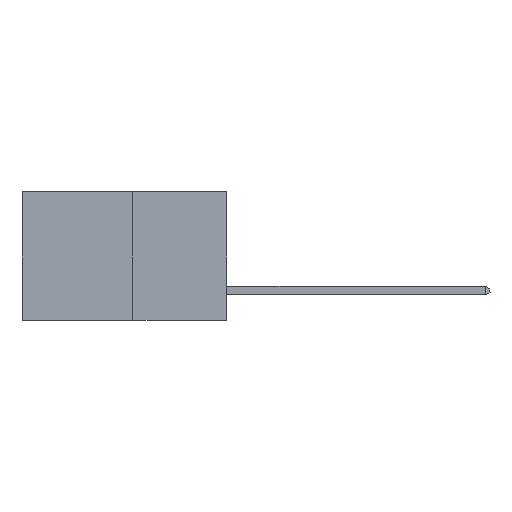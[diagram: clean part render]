
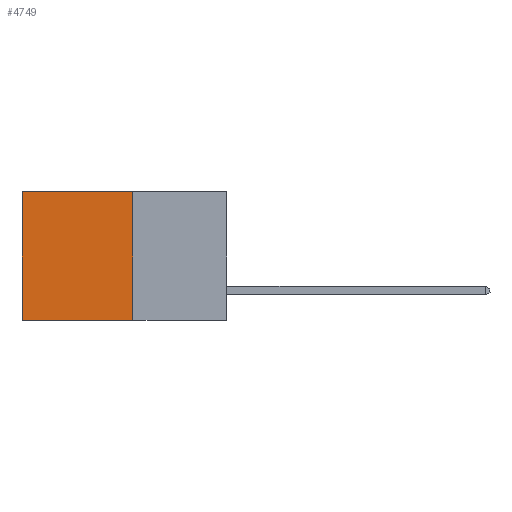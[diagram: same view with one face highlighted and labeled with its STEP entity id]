
A CAD part, left-side view. The second image highlights one B-rep face of the part: STEP entity #4749.
In plain terms, the highlighted planar face has unit normal (-1, 0, 0).
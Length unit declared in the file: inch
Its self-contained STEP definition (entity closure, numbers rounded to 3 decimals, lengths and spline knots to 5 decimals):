
#135 = VECTOR ( 'NONE', #15224, 39.37008 ) ;
#1266 = CARTESIAN_POINT ( 'NONE',  ( 0.277, 0.27, -0.37 ) ) ;
#2972 = EDGE_CURVE ( 'NONE', #3017, #6398, #18600, .T. ) ;
#2992 = CARTESIAN_POINT ( 'NONE',  ( 0.277, 0.59, -0.37 ) ) ;
#3017 = VERTEX_POINT ( 'NONE', #4775 ) ;
#3497 = AXIS2_PLACEMENT_3D ( 'NONE', #17887, #17860, #17803 ) ;
#4261 = LINE ( 'NONE', #2992, #135 ) ;
#4749 = ADVANCED_FACE ( 'NONE', ( #7704 ), #18421, .F. ) ;
#4775 = CARTESIAN_POINT ( 'NONE',  ( 0.277, 0.27, 0. ) ) ;
#6398 = VERTEX_POINT ( 'NONE', #1266 ) ;
#7117 = VECTOR ( 'NONE', #17531, 39.37008 ) ;
#7704 = FACE_OUTER_BOUND ( 'NONE', #10772, .T. ) ;
#8578 = LINE ( 'NONE', #15932, #20797 ) ;
#8938 = DIRECTION ( 'NONE',  ( 0., 1., 0. ) ) ;
#9660 = EDGE_CURVE ( 'NONE', #6398, #13625, #8578, .T. ) ;
#10772 = EDGE_LOOP ( 'NONE', ( #18078, #11320, #19032, #15801 ) ) ;
#11320 = ORIENTED_EDGE ( 'NONE', *, *, #9660, .F. ) ;
#13007 = CARTESIAN_POINT ( 'NONE',  ( 0.277, 0.59, 0. ) ) ;
#13625 = VERTEX_POINT ( 'NONE', #15073 ) ;
#15073 = CARTESIAN_POINT ( 'NONE',  ( 0.277, 0.59, -0.37 ) ) ;
#15092 = VECTOR ( 'NONE', #20507, 39.37008 ) ;
#15224 = DIRECTION ( 'NONE',  ( 0., 0., -1. ) ) ;
#15787 = CARTESIAN_POINT ( 'NONE',  ( 0.277, 0.27, 0. ) ) ;
#15801 = ORIENTED_EDGE ( 'NONE', *, *, #15834, .T. ) ;
#15834 = EDGE_CURVE ( 'NONE', #3017, #19229, #16434, .T. ) ;
#15932 = CARTESIAN_POINT ( 'NONE',  ( 0.277, 0.27, -0.37 ) ) ;
#16434 = LINE ( 'NONE', #15787, #7117 ) ;
#17531 = DIRECTION ( 'NONE',  ( 0., 1., 0. ) ) ;
#17803 = DIRECTION ( 'NONE',  ( 0., 0., -1. ) ) ;
#17860 = DIRECTION ( 'NONE',  ( 1., 0., 0. ) ) ;
#17887 = CARTESIAN_POINT ( 'NONE',  ( 0.277, 0.27, -0.37 ) ) ;
#18078 = ORIENTED_EDGE ( 'NONE', *, *, #19375, .T. ) ;
#18421 = PLANE ( 'NONE',  #3497 ) ;
#18600 = LINE ( 'NONE', #20225, #15092 ) ;
#19032 = ORIENTED_EDGE ( 'NONE', *, *, #2972, .F. ) ;
#19229 = VERTEX_POINT ( 'NONE', #13007 ) ;
#19375 = EDGE_CURVE ( 'NONE', #19229, #13625, #4261, .T. ) ;
#20225 = CARTESIAN_POINT ( 'NONE',  ( 0.277, 0.27, -0.37 ) ) ;
#20507 = DIRECTION ( 'NONE',  ( 0., 0., -1. ) ) ;
#20797 = VECTOR ( 'NONE', #8938, 39.37008 ) ;
